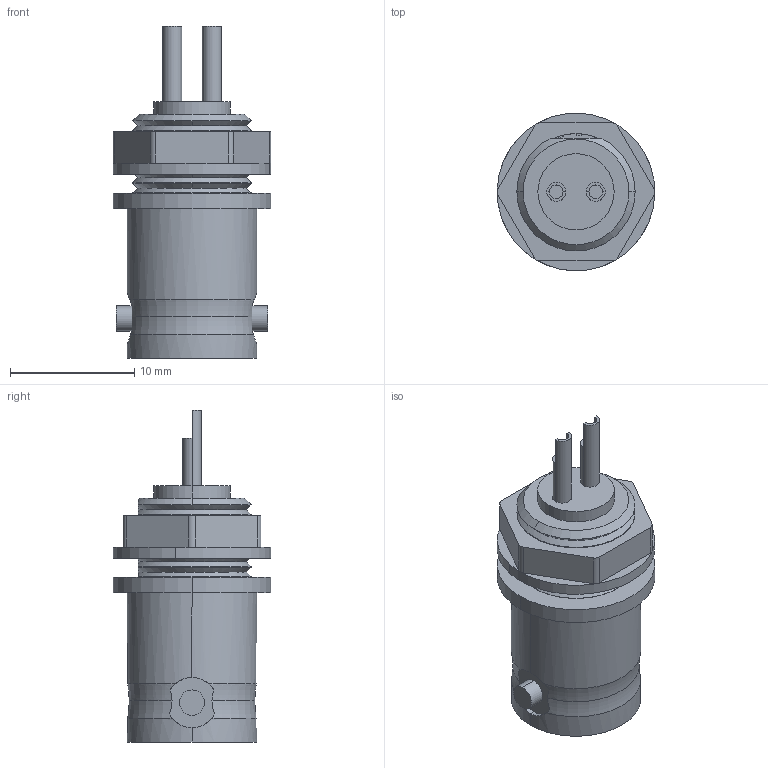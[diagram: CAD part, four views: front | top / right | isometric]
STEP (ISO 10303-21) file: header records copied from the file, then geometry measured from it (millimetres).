
FILE_DESCRIPTION (( 'STEP AP214' ), '1' );
FILE_NAME ('BAC930.STEP', '2006-08-02T13:55:54', ( 'L-COM' ), ( 'L-COM' ), 'SwSTEP 2.0', 'SolidWorks 2006004', '' );
FILE_SCHEMA (( 'AUTOMOTIVE_DESIGN' ));
Length unit declared in the file: inch
Products named in the file (4): BAC930; BAC930_with flange; 3AA02-001; 3AA03-001
Assembly tree (3 placements, depth 2):
  BAC930
    3AA03-001
    BAC930_with flange
    3AA02-001
Bounding box: 12.7 x 12.7 x 26.75 mm (x, y, z)
Volume: 1077.5 mm3; surface area: 1997.7 mm2
Topology: 3 solids, 3 shells, 220 faces, 589 edges, 388 vertices
Faces by surface type: cylinder 113, plane 78, cone 25, torus 4
Entity records: 8447 total; most frequent: CARTESIAN_POINT 1428, DIRECTION 1237, ORIENTED_EDGE 1178, EDGE_CURVE 589, AXIS2_PLACEMENT_3D 475, VERTEX_POINT 388, LINE 287, VECTOR 287
